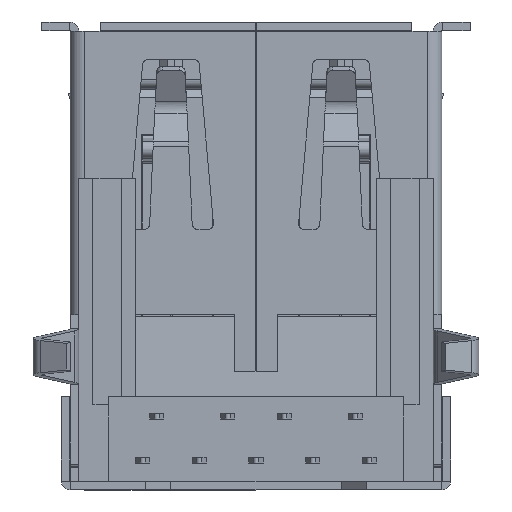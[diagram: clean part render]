
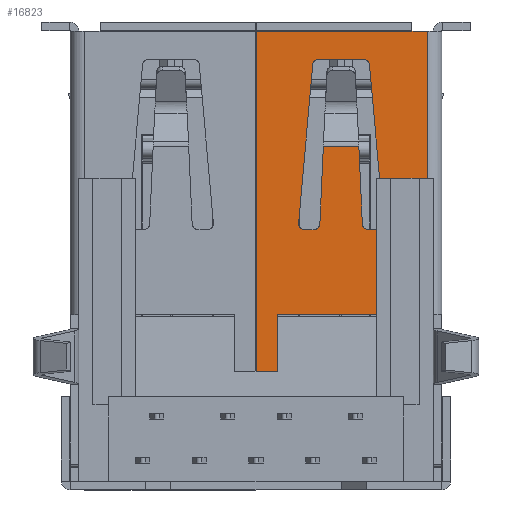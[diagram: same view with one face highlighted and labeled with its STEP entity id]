
A CAD part, front view. The second image highlights one B-rep face of the part: STEP entity #16823.
In plain terms, the highlighted planar face has unit normal (0, -1, 0).
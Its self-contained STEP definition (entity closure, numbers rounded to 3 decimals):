
#118=FACE_BOUND('',#1656,.T.);
#470=CIRCLE('',#17889,0.2);
#471=CIRCLE('',#17890,0.2);
#472=CIRCLE('',#17891,0.2);
#473=CIRCLE('',#17892,0.2);
#474=CIRCLE('',#17893,0.2);
#475=CIRCLE('',#17894,0.2);
#739=FACE_OUTER_BOUND('',#1655,.T.);
#1655=EDGE_LOOP('',(#11309,#11310,#11311,#11312,#11313,#11314,#11315));
#1656=EDGE_LOOP('',(#11316,#11317,#11318,#11319,#11320,#11321,#11322,#11323,
#11324,#11325,#11326,#11327,#11328,#11329));
#2713=LINE('',#25045,#4884);
#2716=LINE('',#25051,#4887);
#2717=LINE('',#25055,#4888);
#2718=LINE('',#25057,#4889);
#2719=LINE('',#25059,#4890);
#2720=LINE('',#25061,#4891);
#2721=LINE('',#25063,#4892);
#2722=LINE('',#25065,#4893);
#2723=LINE('',#25066,#4894);
#2724=LINE('',#25070,#4895);
#2725=LINE('',#25074,#4896);
#2726=LINE('',#25078,#4897);
#2727=LINE('',#25082,#4898);
#2728=LINE('',#25086,#4899);
#2729=LINE('',#25089,#4900);
#4884=VECTOR('',#19280,10.);
#4887=VECTOR('',#19285,10.);
#4888=VECTOR('',#19288,10.);
#4889=VECTOR('',#19289,10.);
#4890=VECTOR('',#19290,10.);
#4891=VECTOR('',#19291,10.);
#4892=VECTOR('',#19292,10.);
#4893=VECTOR('',#19293,10.);
#4894=VECTOR('',#19294,0.332);
#4895=VECTOR('',#19297,10.);
#4896=VECTOR('',#19300,10.);
#4897=VECTOR('',#19303,10.);
#4898=VECTOR('',#19306,10.);
#4899=VECTOR('',#19309,10.);
#4900=VECTOR('',#19312,10.);
#7046=VERTEX_POINT('',#24925);
#7051=VERTEX_POINT('',#25030);
#7054=VERTEX_POINT('',#25049);
#7055=VERTEX_POINT('',#25053);
#7056=VERTEX_POINT('',#25054);
#7057=VERTEX_POINT('',#25056);
#7058=VERTEX_POINT('',#25058);
#7059=VERTEX_POINT('',#25060);
#7060=VERTEX_POINT('',#25062);
#7061=VERTEX_POINT('',#25064);
#7062=VERTEX_POINT('',#25067);
#7063=VERTEX_POINT('',#25069);
#7064=VERTEX_POINT('',#25071);
#7065=VERTEX_POINT('',#25073);
#7066=VERTEX_POINT('',#25075);
#7067=VERTEX_POINT('',#25077);
#7068=VERTEX_POINT('',#25079);
#7069=VERTEX_POINT('',#25081);
#7070=VERTEX_POINT('',#25083);
#7071=VERTEX_POINT('',#25085);
#7072=VERTEX_POINT('',#25087);
#8700=EDGE_CURVE('',#7046,#7051,#2713,.T.);
#8703=EDGE_CURVE('',#7051,#7054,#2716,.T.);
#8704=EDGE_CURVE('',#7055,#7056,#2717,.T.);
#8705=EDGE_CURVE('',#7055,#7057,#2718,.T.);
#8706=EDGE_CURVE('',#7057,#7058,#2719,.T.);
#8707=EDGE_CURVE('',#7058,#7059,#2720,.T.);
#8708=EDGE_CURVE('',#7060,#7059,#2721,.T.);
#8709=EDGE_CURVE('',#7061,#7060,#2722,.T.);
#8710=EDGE_CURVE('',#7061,#7056,#2723,.T.);
#8711=EDGE_CURVE('',#7054,#7062,#470,.T.);
#8712=EDGE_CURVE('',#7062,#7063,#2724,.T.);
#8713=EDGE_CURVE('',#7063,#7064,#471,.T.);
#8714=EDGE_CURVE('',#7064,#7065,#2725,.T.);
#8715=EDGE_CURVE('',#7065,#7066,#472,.T.);
#8716=EDGE_CURVE('',#7066,#7067,#2726,.T.);
#8717=EDGE_CURVE('',#7067,#7068,#473,.T.);
#8718=EDGE_CURVE('',#7068,#7069,#2727,.T.);
#8719=EDGE_CURVE('',#7069,#7070,#474,.T.);
#8720=EDGE_CURVE('',#7070,#7071,#2728,.T.);
#8721=EDGE_CURVE('',#7071,#7072,#475,.T.);
#8722=EDGE_CURVE('',#7072,#7046,#2729,.T.);
#11309=ORIENTED_EDGE('',*,*,#8704,.F.);
#11310=ORIENTED_EDGE('',*,*,#8705,.T.);
#11311=ORIENTED_EDGE('',*,*,#8706,.T.);
#11312=ORIENTED_EDGE('',*,*,#8707,.T.);
#11313=ORIENTED_EDGE('',*,*,#8708,.F.);
#11314=ORIENTED_EDGE('',*,*,#8709,.F.);
#11315=ORIENTED_EDGE('',*,*,#8710,.T.);
#11316=ORIENTED_EDGE('',*,*,#8700,.T.);
#11317=ORIENTED_EDGE('',*,*,#8703,.T.);
#11318=ORIENTED_EDGE('',*,*,#8711,.T.);
#11319=ORIENTED_EDGE('',*,*,#8712,.T.);
#11320=ORIENTED_EDGE('',*,*,#8713,.T.);
#11321=ORIENTED_EDGE('',*,*,#8714,.T.);
#11322=ORIENTED_EDGE('',*,*,#8715,.T.);
#11323=ORIENTED_EDGE('',*,*,#8716,.T.);
#11324=ORIENTED_EDGE('',*,*,#8717,.T.);
#11325=ORIENTED_EDGE('',*,*,#8718,.T.);
#11326=ORIENTED_EDGE('',*,*,#8719,.T.);
#11327=ORIENTED_EDGE('',*,*,#8720,.T.);
#11328=ORIENTED_EDGE('',*,*,#8721,.T.);
#11329=ORIENTED_EDGE('',*,*,#8722,.T.);
#16093=PLANE('',#17888);
#16823=ADVANCED_FACE('',(#739,#118),#16093,.T.);
#17888=AXIS2_PLACEMENT_3D('',#25052,#19286,#19287);
#17889=AXIS2_PLACEMENT_3D('',#25068,#19295,#19296);
#17890=AXIS2_PLACEMENT_3D('',#25072,#19298,#19299);
#17891=AXIS2_PLACEMENT_3D('',#25076,#19301,#19302);
#17892=AXIS2_PLACEMENT_3D('',#25080,#19304,#19305);
#17893=AXIS2_PLACEMENT_3D('',#25084,#19307,#19308);
#17894=AXIS2_PLACEMENT_3D('',#25088,#19310,#19311);
#19280=DIRECTION('',(-1.,0.,0.));
#19285=DIRECTION('',(-0.045,0.,-0.999));
#19286=DIRECTION('center_axis',(0.,-1.,0.));
#19287=DIRECTION('ref_axis',(0.,0.,
-1.));
#19288=DIRECTION('',(0.,0.,-1.));
#19289=DIRECTION('',(-1.,0.,0.));
#19290=DIRECTION('',(-1.,0.,0.));
#19291=DIRECTION('',(0.,0.,-1.));
#19292=DIRECTION('',(-1.,0.,0.));
#19293=DIRECTION('',(0.,0.,-1.));
#19294=DIRECTION('',(1.,0.,0.));
#19295=DIRECTION('center_axis',(0.,1.,0.));
#19296=DIRECTION('ref_axis',(0.999,0.,-0.045));
#19297=DIRECTION('',(-1.,0.,0.));
#19298=DIRECTION('center_axis',(0.,1.,0.));
#19299=DIRECTION('ref_axis',(0.,0.,
-1.));
#19300=DIRECTION('',(0.089,0.,0.996));
#19301=DIRECTION('center_axis',(0.,1.,0.));
#19302=DIRECTION('ref_axis',(-0.996,0.,0.089));
#19303=DIRECTION('',(1.,0.,0.));
#19304=DIRECTION('center_axis',(0.,1.,0.));
#19305=DIRECTION('ref_axis',(0.,0.,
1.));
#19306=DIRECTION('',(0.089,0.,-0.996));
#19307=DIRECTION('center_axis',(0.,1.,0.));
#19308=DIRECTION('ref_axis',(0.996,0.,0.089));
#19309=DIRECTION('',(-1.,0.,0.));
#19310=DIRECTION('center_axis',(0.,1.,0.));
#19311=DIRECTION('ref_axis',(0.,0.,
-1.));
#19312=DIRECTION('',(-0.045,0.,0.999));
#24925=CARTESIAN_POINT('',(3.626,-5.42,3.876));
#25030=CARTESIAN_POINT('',(2.374,-5.42,3.876));
#25045=CARTESIAN_POINT('',(2.831,-5.42,3.876));
#25049=CARTESIAN_POINT('',(2.25,-5.42,1.131));
#25051=CARTESIAN_POINT('',(2.292,-5.42,2.055));
#25052=CARTESIAN_POINT('Origin',(3.288,-5.42,2.935));
#25053=CARTESIAN_POINT('',(6.05,-5.42,7.93));
#25054=CARTESIAN_POINT('',(6.05,-5.42,-2.06));
#25055=CARTESIAN_POINT('',(6.05,-5.42,2.935));
#25056=CARTESIAN_POINT('',(5.5,-5.42,7.93));
#25057=CARTESIAN_POINT('',(6.05,-5.42,7.93));
#25058=CARTESIAN_POINT('',(0.005,-5.42,7.93));
#25059=CARTESIAN_POINT('',(6.05,-5.42,7.93));
#25060=CARTESIAN_POINT('',(0.005,-5.42,-4.06));
#25061=CARTESIAN_POINT('',(0.005,-5.42,7.93));
#25062=CARTESIAN_POINT('',(0.75,-5.42,-4.06));
#25063=CARTESIAN_POINT('',(0.75,-5.42,-4.06));
#25064=CARTESIAN_POINT('',(0.75,-5.42,-2.06));
#25065=CARTESIAN_POINT('',(0.75,-5.42,-2.06));
#25066=CARTESIAN_POINT('',(7.093,-5.42,-2.06));
#25067=CARTESIAN_POINT('',(2.05,-5.42,0.94));
#25068=CARTESIAN_POINT('Origin',(2.05,-5.42,1.14));
#25069=CARTESIAN_POINT('',(1.7,-5.42,0.94));
#25070=CARTESIAN_POINT('',(2.494,-5.42,0.94));
#25071=CARTESIAN_POINT('',(1.501,-5.42,1.158));
#25072=CARTESIAN_POINT('Origin',(1.7,-5.42,1.14));
#25073=CARTESIAN_POINT('',(2.,-5.42,6.758));
#25074=CARTESIAN_POINT('',(1.836,-5.42,4.918));
#25075=CARTESIAN_POINT('',(2.199,-5.42,6.94));
#25076=CARTESIAN_POINT('Origin',(2.199,-5.42,6.74));
#25077=CARTESIAN_POINT('',(3.801,-5.42,6.94));
#25078=CARTESIAN_POINT('',(3.545,-5.42,6.94));
#25079=CARTESIAN_POINT('',(4.,-5.42,6.758));
#25080=CARTESIAN_POINT('Origin',(3.801,-5.42,6.74));
#25081=CARTESIAN_POINT('',(4.499,-5.42,1.158));
#25082=CARTESIAN_POINT('',(4.416,-5.42,2.093));
#25083=CARTESIAN_POINT('',(4.3,-5.42,0.94));
#25084=CARTESIAN_POINT('Origin',(4.3,-5.42,1.14));
#25085=CARTESIAN_POINT('',(3.95,-5.42,0.94));
#25086=CARTESIAN_POINT('',(3.619,-5.42,0.94));
#25087=CARTESIAN_POINT('',(3.75,-5.42,1.131));
#25088=CARTESIAN_POINT('Origin',(3.95,-5.42,1.14));
#25089=CARTESIAN_POINT('',(3.584,-5.42,4.801));
